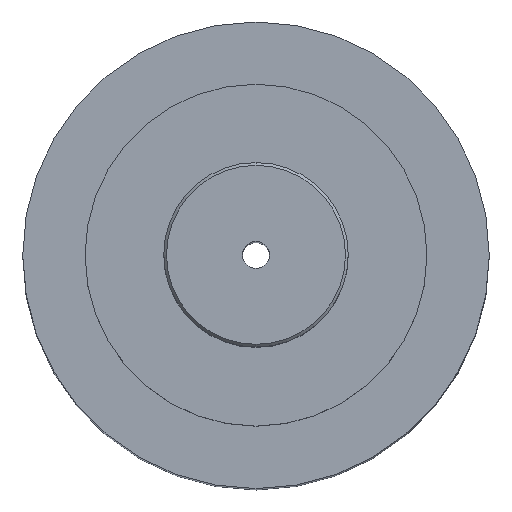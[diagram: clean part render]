
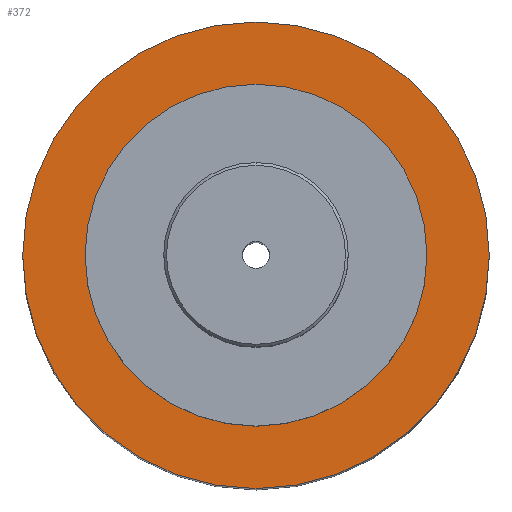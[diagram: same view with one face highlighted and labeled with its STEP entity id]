
A CAD part, top view. The second image highlights one B-rep face of the part: STEP entity #372.
In plain terms, the highlighted planar face has unit normal (0, 0, 1).
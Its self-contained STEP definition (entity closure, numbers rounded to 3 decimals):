
#53=CARTESIAN_POINT('',(0.,0.,-12.));
#54=DIRECTION('',(0.,0.,-1.));
#55=DIRECTION('',(0.,1.,0.));
#56=AXIS2_PLACEMENT_3D('',#53,#54,#55);
#61=CARTESIAN_POINT('',(0.,0.,-12.));
#62=DIRECTION('',(0.,0.,1.));
#63=DIRECTION('',(0.,1.,0.));
#64=AXIS2_PLACEMENT_3D('',#61,#62,#63);
#69=CARTESIAN_POINT('',(0.,0.,-12.));
#70=DIRECTION('',(0.,0.,1.));
#71=DIRECTION('',(0.,1.,0.));
#72=AXIS2_PLACEMENT_3D('',#69,#70,#71);
#84=CARTESIAN_POINT('',(0.,0.,-12.));
#85=DIRECTION('',(0.,0.,-1.));
#86=DIRECTION('',(0.,1.,0.));
#87=AXIS2_PLACEMENT_3D('',#84,#85,#86);
#288=CARTESIAN_POINT('',(0.,43.,-12.));
#290=VERTEX_POINT('',#288);
#292=CARTESIAN_POINT('',(0.,-43.,-12.));
#294=VERTEX_POINT('',#292);
#303=CARTESIAN_POINT('',(0.,31.5,-12.));
#305=VERTEX_POINT('',#303);
#307=CARTESIAN_POINT('',(0.,-31.5,-12.));
#309=VERTEX_POINT('',#307);
#357=CARTESIAN_POINT('',(0.,0.,-12.));
#358=DIRECTION('',(0.,0.,1.));
#359=DIRECTION('',(0.,1.,0.));
#360=AXIS2_PLACEMENT_3D('',#357,#358,#359);
#361=PLANE('',#360);
#362=ORIENTED_EDGE('',*,*,#339,.T.);
#363=ORIENTED_EDGE('',*,*,#350,.F.);
#364=EDGE_LOOP('',(#362,#363));
#365=FACE_OUTER_BOUND('',#364,.F.);
#367=ORIENTED_EDGE('',*,*,#366,.T.);
#369=ORIENTED_EDGE('',*,*,#368,.F.);
#370=EDGE_LOOP('',(#367,#369));
#371=FACE_BOUND('',#370,.F.);
#57=CIRCLE('',#56,43.);
#65=CIRCLE('',#64,43.);
#73=CIRCLE('',#72,31.5);
#88=CIRCLE('',#87,31.5);
#339=EDGE_CURVE('',#290,#294,#57,.T.);
#350=EDGE_CURVE('',#290,#294,#65,.T.);
#366=EDGE_CURVE('',#305,#309,#73,.T.);
#368=EDGE_CURVE('',#305,#309,#88,.T.);
#372=ADVANCED_FACE('',(#365,#371),#361,.T.);
